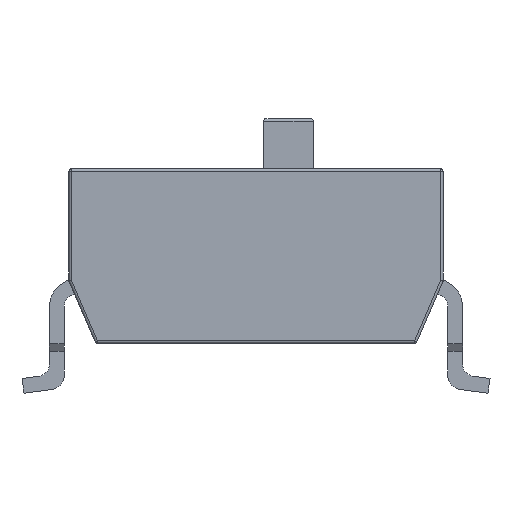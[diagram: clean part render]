
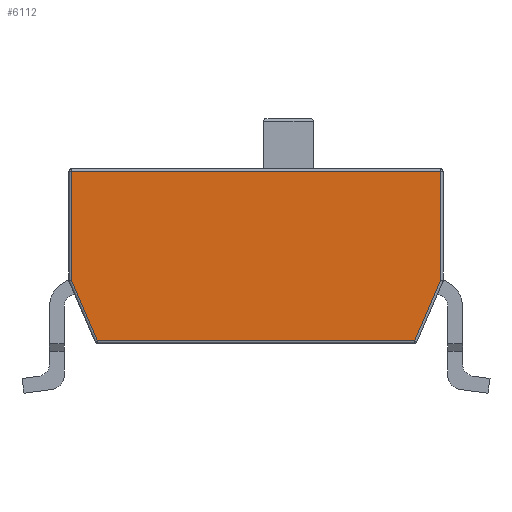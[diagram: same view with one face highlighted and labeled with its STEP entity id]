
A CAD part, left-side view. The second image highlights one B-rep face of the part: STEP entity #6112.
In plain terms, the highlighted planar face has unit normal (-1, 0, 0).
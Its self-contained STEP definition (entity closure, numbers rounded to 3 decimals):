
#143=PLANE('',#6449);
#686=LINE('',#8803,#1192);
#687=LINE('',#8806,#1193);
#688=LINE('',#8808,#1194);
#689=LINE('',#8810,#1195);
#690=LINE('',#8812,#1196);
#691=LINE('',#8814,#1197);
#1192=VECTOR('',#7476,1000.);
#1193=VECTOR('',#7477,1000.);
#1194=VECTOR('',#7478,1000.);
#1195=VECTOR('',#7479,1000.);
#1196=VECTOR('',#7480,1000.);
#1197=VECTOR('',#7481,1000.);
#2190=ORIENTED_EDGE('',*,*,#3082,.T.);
#2191=ORIENTED_EDGE('',*,*,#3083,.T.);
#2192=ORIENTED_EDGE('',*,*,#3084,.T.);
#2193=ORIENTED_EDGE('',*,*,#3085,.T.);
#2194=ORIENTED_EDGE('',*,*,#3086,.T.);
#2195=ORIENTED_EDGE('',*,*,#3087,.T.);
#3082=EDGE_CURVE('',#3572,#3573,#686,.T.);
#3083=EDGE_CURVE('',#3573,#3574,#687,.T.);
#3084=EDGE_CURVE('',#3574,#3575,#688,.T.);
#3085=EDGE_CURVE('',#3575,#3576,#689,.T.);
#3086=EDGE_CURVE('',#3576,#3577,#690,.T.);
#3087=EDGE_CURVE('',#3577,#3572,#691,.T.);
#3572=VERTEX_POINT('',#8804);
#3573=VERTEX_POINT('',#8805);
#3574=VERTEX_POINT('',#8807);
#3575=VERTEX_POINT('',#8809);
#3576=VERTEX_POINT('',#8811);
#3577=VERTEX_POINT('',#8813);
#3858=EDGE_LOOP('',(#2190,#2191,#2192,#2193,#2194,#2195));
#4106=FACE_BOUND('',#3858,.T.);
#6112=ADVANCED_FACE('',(#4106),#143,.T.);
#6449=AXIS2_PLACEMENT_3D('',#8802,#7474,#7475);
#7474=DIRECTION('',(-1.,0.,0.));
#7475=DIRECTION('',(0.,-1.,0.));
#7476=DIRECTION('',(0.,-0.394,0.919));
#7477=DIRECTION('',(0.,0.,1.));
#7478=DIRECTION('',(0.,1.,0.));
#7479=DIRECTION('',(0.,0.,-1.));
#7480=DIRECTION('',(0.,-0.394,-0.919));
#7481=DIRECTION('',(0.,-1.,0.));
#8802=CARTESIAN_POINT('',(-6.07,0.,0.));
#8803=CARTESIAN_POINT('',(-6.07,-2.67,-1.144));
#8804=CARTESIAN_POINT('',(-6.07,-3.182,0.05));
#8805=CARTESIAN_POINT('',(-6.07,-3.7,1.26));
#8806=CARTESIAN_POINT('',(-6.07,-3.7,0.));
#8807=CARTESIAN_POINT('',(-6.07,-3.7,3.45));
#8808=CARTESIAN_POINT('',(-6.07,0.,3.45));
#8809=CARTESIAN_POINT('',(-6.07,3.7,3.45));
#8810=CARTESIAN_POINT('',(-6.07,3.7,0.));
#8811=CARTESIAN_POINT('',(-6.07,3.7,1.26));
#8812=CARTESIAN_POINT('',(-6.07,2.67,-1.144));
#8813=CARTESIAN_POINT('',(-6.07,3.182,0.05));
#8814=CARTESIAN_POINT('',(-6.07,0.,0.05));
